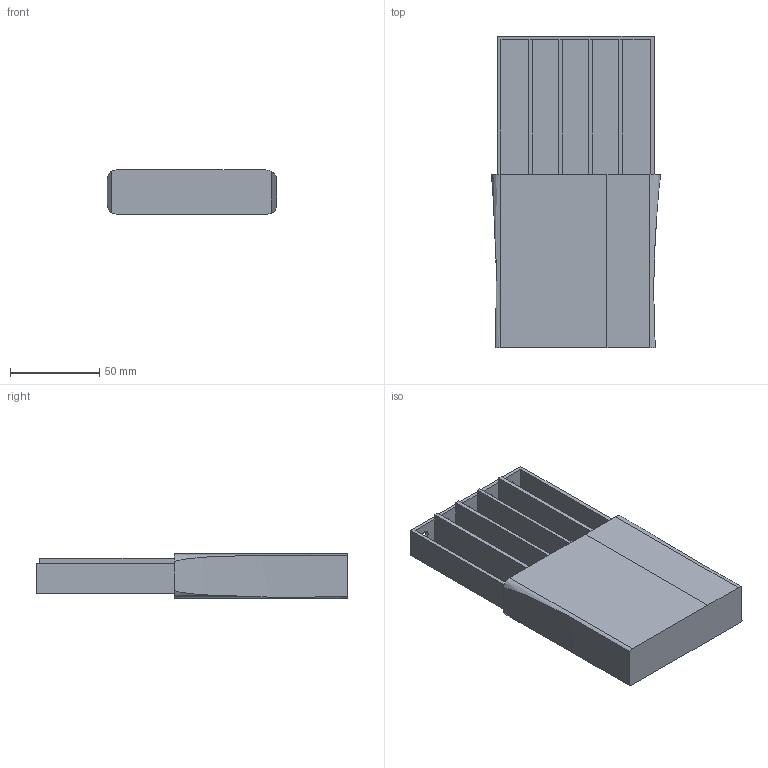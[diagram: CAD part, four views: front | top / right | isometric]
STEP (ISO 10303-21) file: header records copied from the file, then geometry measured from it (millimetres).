
FILE_DESCRIPTION (( 'STEP AP214' ), '1' );
FILE_NAME ('Wrist SPA Holder.STEP', '2024-08-08T08:30:18', ( '' ), ( '' ), 'SwSTEP 2.0', 'SolidWorks 2023', '' );
FILE_SCHEMA (( 'AUTOMOTIVE_DESIGN' ));
Length unit declared in the file: millimetre
Products named in the file (1): Wrist SPA Holder
Bounding box: 95 x 175 x 24.76 mm (x, y, z)
Volume: 119745.1 mm3; surface area: 89807.1 mm2
Topology: 1 solids, 1 shells, 64 faces, 167 edges, 106 vertices
Faces by surface type: plane 48, cylinder 10, bspline 6
Entity records: 2352 total; most frequent: CARTESIAN_POINT 766, ORIENTED_EDGE 334, DIRECTION 293, EDGE_CURVE 167, LINE 135, VECTOR 135, VERTEX_POINT 106, AXIS2_PLACEMENT_3D 79
